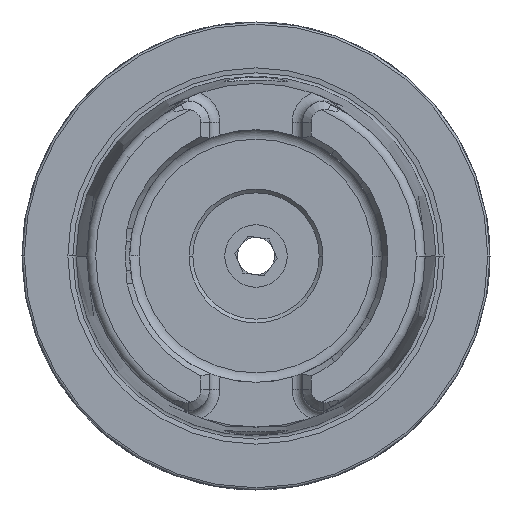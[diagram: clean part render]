
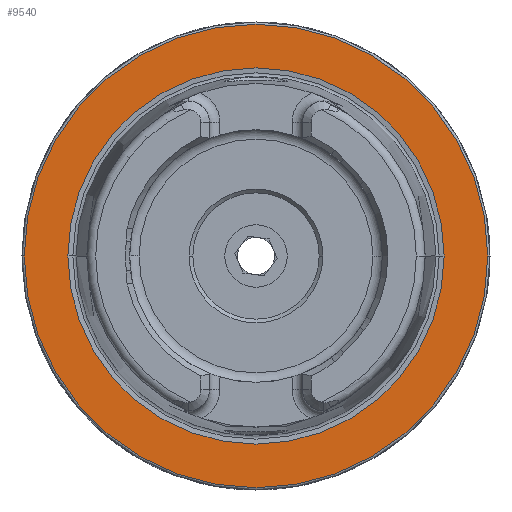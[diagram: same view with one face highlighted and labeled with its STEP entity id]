
A CAD part, left-side view. The second image highlights one B-rep face of the part: STEP entity #9540.
In plain terms, the highlighted planar face has unit normal (-1, 0, 0).
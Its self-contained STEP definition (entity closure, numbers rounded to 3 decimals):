
#447 = FACE_BOUND ( 'NONE', #11497, .T. ) ;
#450 = FACE_OUTER_BOUND ( 'NONE', #11446, .T. ) ;
#780 = CARTESIAN_POINT ( 'NONE',  ( 0., -25.324, 0. ) ) ;
#989 = CARTESIAN_POINT ( 'NONE',  ( 0., -31.2, 0. ) ) ;
#1016 = CARTESIAN_POINT ( 'NONE',  ( 0., 25.324, 0. ) ) ;
#1072 = CARTESIAN_POINT ( 'NONE',  ( 0., 31.2, 0. ) ) ;
#2725 = CARTESIAN_POINT ( 'NONE',  ( 0., 31.2, 0. ) ) ;
#2730 = PLANE ( 'NONE',  #8838 ) ;
#2734 = DIRECTION ( 'NONE',  ( 1., 0., 0. ) ) ;
#2736 = DIRECTION ( 'NONE',  ( 0., 1., 0. ) ) ;
#4104 = VERTEX_POINT ( 'NONE', #780 ) ;
#4532 = VERTEX_POINT ( 'NONE', #989 ) ;
#4557 = VERTEX_POINT ( 'NONE', #1016 ) ;
#4612 = VERTEX_POINT ( 'NONE', #1072 ) ;
#5846 = AXIS2_PLACEMENT_3D ( 'NONE', #7104, #7105, #7106 ) ;
#5847 = AXIS2_PLACEMENT_3D ( 'NONE', #7107, #7108, #7109 ) ;
#5874 = AXIS2_PLACEMENT_3D ( 'NONE', #7284, #7285, #7286 ) ;
#5877 = AXIS2_PLACEMENT_3D ( 'NONE', #7317, #7318, #7319 ) ;
#6265 = CIRCLE ( 'NONE', #5846, 25.324 ) ;
#6266 = CIRCLE ( 'NONE', #5847, 31.2 ) ;
#6331 = CIRCLE ( 'NONE', #5874, 25.324 ) ;
#6352 = CIRCLE ( 'NONE', #5877, 31.2 ) ;
#7104 = CARTESIAN_POINT ( 'NONE',  ( 0., 0., 0. ) ) ;
#7105 = DIRECTION ( 'NONE',  ( -1., 0., 0. ) ) ;
#7106 = DIRECTION ( 'NONE',  ( 0., -1., 0. ) ) ;
#7107 = CARTESIAN_POINT ( 'NONE',  ( 0., 0., 0. ) ) ;
#7108 = DIRECTION ( 'NONE',  ( -1., 0., 0. ) ) ;
#7109 = DIRECTION ( 'NONE',  ( 0., -1., 0. ) ) ;
#7284 = CARTESIAN_POINT ( 'NONE',  ( 0., 0., 0. ) ) ;
#7285 = DIRECTION ( 'NONE',  ( -1., 0., 0. ) ) ;
#7286 = DIRECTION ( 'NONE',  ( 0., -1., 0. ) ) ;
#7317 = CARTESIAN_POINT ( 'NONE',  ( 0., 0., 0. ) ) ;
#7318 = DIRECTION ( 'NONE',  ( -1., 0., 0. ) ) ;
#7319 = DIRECTION ( 'NONE',  ( 0., -1., 0. ) ) ;
#8838 = AXIS2_PLACEMENT_3D ( 'NONE', #2725, #2734, #2736 ) ;
#9540 = ADVANCED_FACE ( 'NONE', ( #447, #450 ), #2730, .F. ) ;
#9699 = ORIENTED_EDGE ( 'NONE', *, *, #10892, .T. ) ;
#9700 = ORIENTED_EDGE ( 'NONE', *, *, #10947, .T. ) ;
#9701 = ORIENTED_EDGE ( 'NONE', *, *, #10942, .F. ) ;
#9702 = ORIENTED_EDGE ( 'NONE', *, *, #10891, .F. ) ;
#10891 = EDGE_CURVE ( 'NONE', #4104, #4557, #6265, .T. ) ;
#10892 = EDGE_CURVE ( 'NONE', #4612, #4532, #6266, .T. ) ;
#10942 = EDGE_CURVE ( 'NONE', #4557, #4104, #6331, .T. ) ;
#10947 = EDGE_CURVE ( 'NONE', #4532, #4612, #6352, .T. ) ;
#11446 = EDGE_LOOP ( 'NONE', ( #9700, #9699 ) ) ;
#11497 = EDGE_LOOP ( 'NONE', ( #9702, #9701 ) ) ;
